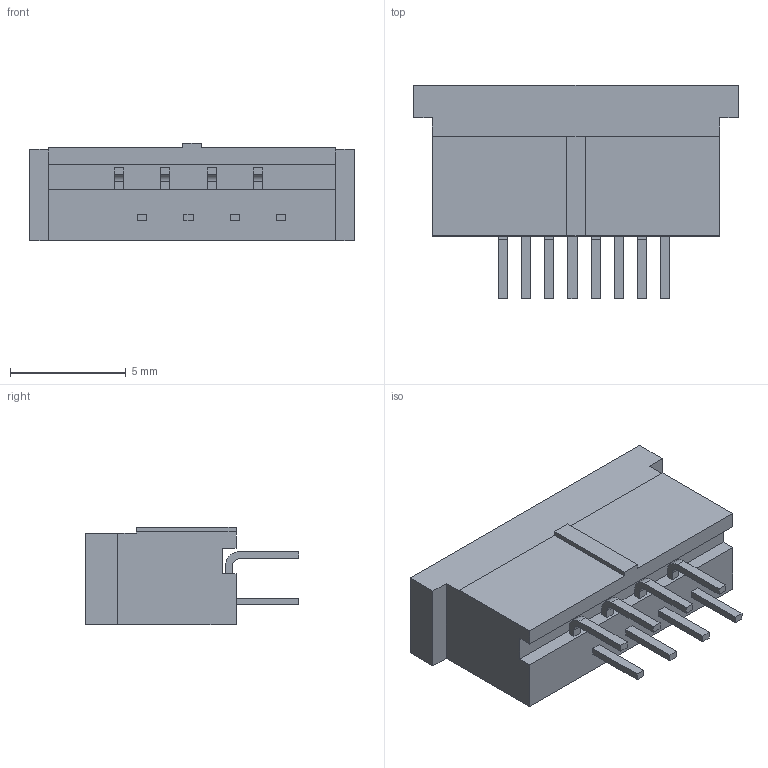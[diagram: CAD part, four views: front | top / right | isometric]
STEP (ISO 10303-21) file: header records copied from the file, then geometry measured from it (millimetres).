
FILE_DESCRIPTION (( 'STEP AP203' ), '1' );
FILE_NAME ('08FMZ-BT.STEP', '2012-03-06T06:23:29', ( ' ' ), ( ' ' ), 'SwSTEP 2.0', 'SolidWorks 2005235', '' );
FILE_SCHEMA (( 'CONFIG_CONTROL_DESIGN' ));
Length unit declared in the file: millimetre
Products named in the file (1): 08FMZ-BT
Bounding box: 14 x 9.2 x 4.2 mm (x, y, z)
Volume: 314.2 mm3; surface area: 382.6 mm2
Topology: 1 solids, 1 shells, 80 faces, 210 edges, 140 vertices
Faces by surface type: plane 72, cylinder 8
Entity records: 2507 total; most frequent: CARTESIAN_POINT 431, ORIENTED_EDGE 420, DIRECTION 388, EDGE_CURVE 210, VECTOR 194, LINE 194, VERTEX_POINT 140, AXIS2_PLACEMENT_3D 97
